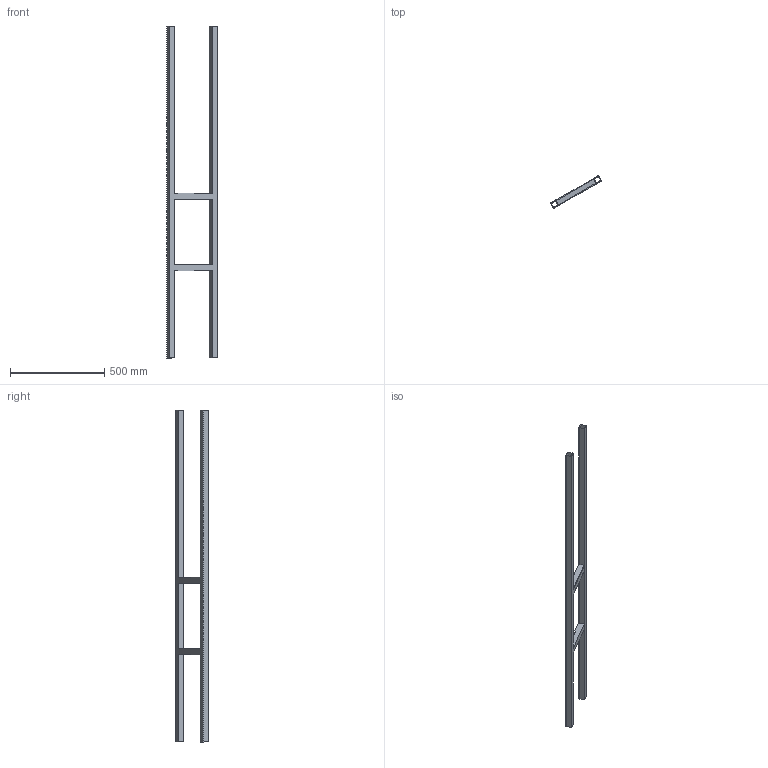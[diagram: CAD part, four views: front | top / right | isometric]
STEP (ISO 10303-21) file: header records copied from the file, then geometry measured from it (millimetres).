
FILE_DESCRIPTION(/* description */ (''),/* implementation_level */ '2;1');
FILE_NAME(/* name */ 'PART_13_2.stp',/* time_stamp */ '2017-01-08T14:35:37-05:00',/* author */ ('jeff1'),/* organization */ (''),/* preprocessor_version */ 'ST-DEVELOPER v16.5',/* originating_system */ 'Autodesk Inventor 2017',/* authorisation */ '');
FILE_SCHEMA (('AUTOMOTIVE_DESIGN { 1 0 10303 214 3 1 1 }'));
Length unit declared in the file: inch
Products named in the file (1): PART_13_2
Bounding box: 271.04 x 174.82 x 1765.3 mm (x, y, z)
Volume: 1449026.1 mm3; surface area: 912772.4 mm2
Topology: 1 solids, 3 shells, 38 faces, 96 edges, 64 vertices
Faces by surface type: plane 38
Entity records: 1160 total; most frequent: CARTESIAN_POINT 199, ORIENTED_EDGE 192, DIRECTION 174, LINE 96, VECTOR 96, EDGE_CURVE 96, VERTEX_POINT 64, EDGE_LOOP 44
